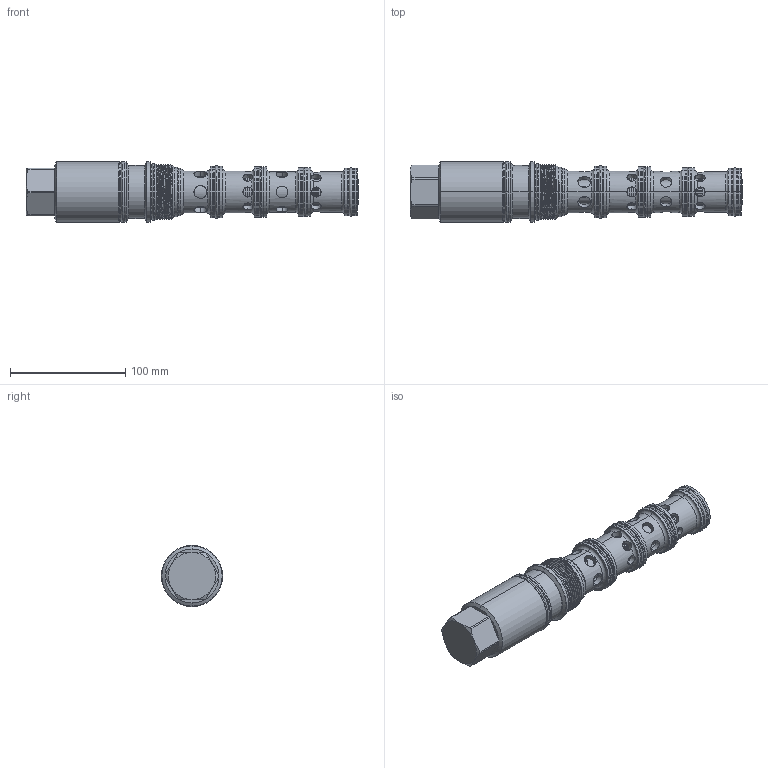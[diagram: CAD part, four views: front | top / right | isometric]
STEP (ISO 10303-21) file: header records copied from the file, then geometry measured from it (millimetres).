
FILE_DESCRIPTION (( 'STEP AP203' ), '1' );
FILE_NAME ('PDD54A6P25N320.STEP', '2020-04-30T00:16:35', ( '' ), ( '' ), 'SwSTEP 2.0', 'SolidWorks 2018', '' );
FILE_SCHEMA (( 'CONFIG_CONTROL_DESIGN' ));
Length unit declared in the file: millimetre
Products named in the file (1): PDD54A6P25N320
Bounding box: 288.44 x 53.11 x 53.11 mm (x, y, z)
Volume: 389591.4 mm3; surface area: 87072.6 mm2
Topology: 7 solids, 22 shells, 754 faces, 1919 edges, 1141 vertices
Faces by surface type: cylinder 476, plane 136, torus 85, cone 49, bspline 8
Entity records: 32030 total; most frequent: CARTESIAN_POINT 14027, ORIENTED_EDGE 3834, DIRECTION 3749, EDGE_CURVE 1917, AXIS2_PLACEMENT_3D 1660, VERTEX_POINT 1141, CIRCLE 913, EDGE_LOOP 882
